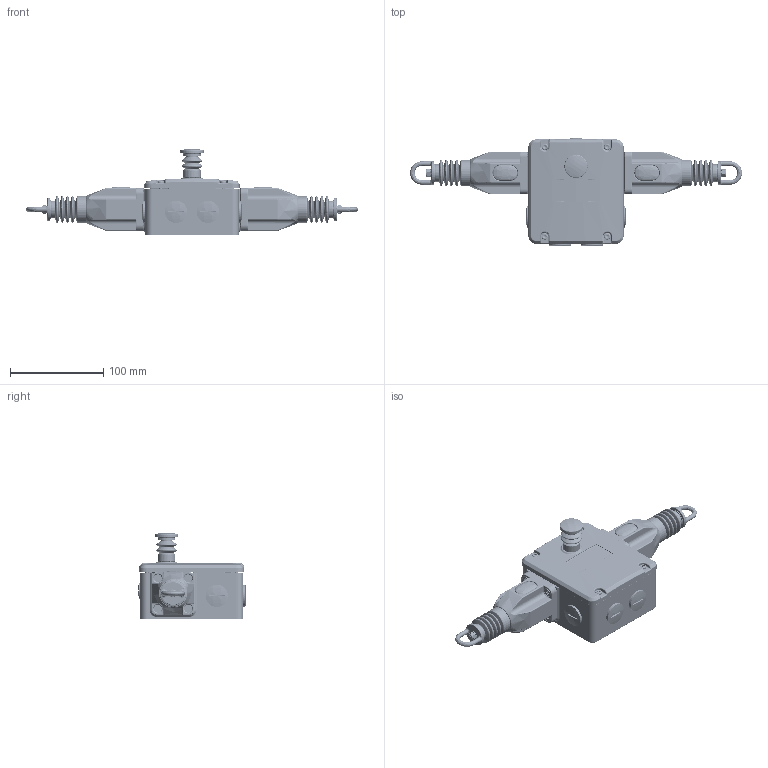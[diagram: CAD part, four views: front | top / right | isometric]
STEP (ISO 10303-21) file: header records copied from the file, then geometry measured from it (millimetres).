
FILE_DESCRIPTION (( 'STEP AP214' ), '1' );
FILE_NAME ('GLHD-SS-145026.STEP', '2021-06-11T12:57:38', ( '' ), ( '' ), 'SwSTEP 2.0', 'SolidWorks 2021', '' );
FILE_SCHEMA (( 'AUTOMOTIVE_DESIGN' ));
Length unit declared in the file: inch
Products named in the file (1): GLHD-SS-145026
Bounding box: 356.2 x 116.64 x 92.65 mm (x, y, z)
Volume: 341924.1 mm3; surface area: 205531.1 mm2
Topology: 41 solids, 41 shells, 4157 faces, 9668 edges, 5653 vertices
Faces by surface type: cylinder 1433, bspline 1178, plane 964, cone 390, torus 184, sphere 8
Full cylindrical faces by diameter (mm): 19.05 x2
Entity records: 160776 total; most frequent: CARTESIAN_POINT 72138, ORIENTED_EDGE 19116, DIRECTION 17667, EDGE_CURVE 9558, AXIS2_PLACEMENT_3D 6990, VERTEX_POINT 5651, EDGE_LOOP 4427, FACE_OUTER_BOUND 4159
